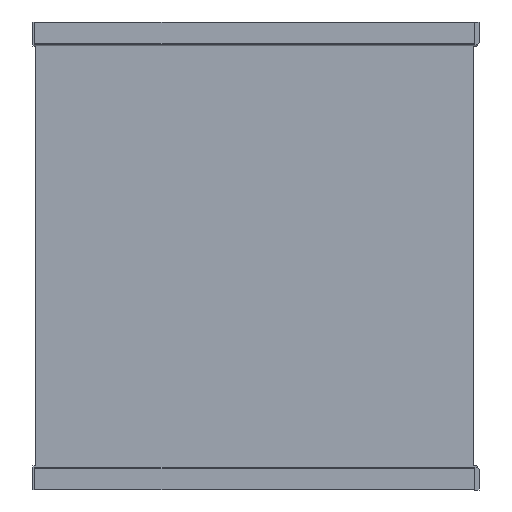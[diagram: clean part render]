
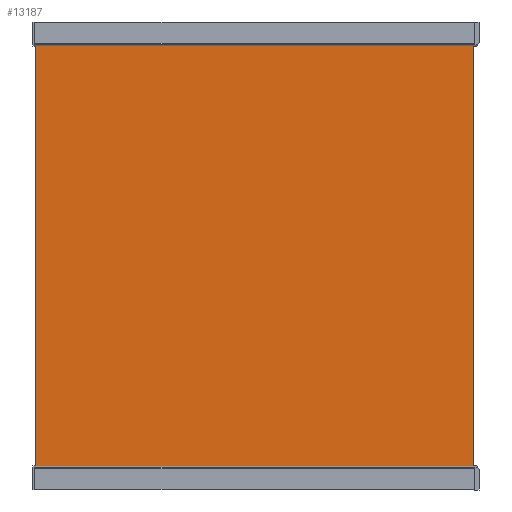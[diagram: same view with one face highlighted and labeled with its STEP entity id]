
A CAD part, left-side view. The second image highlights one B-rep face of the part: STEP entity #13187.
In plain terms, the highlighted planar face has unit normal (-1, 0, 0).
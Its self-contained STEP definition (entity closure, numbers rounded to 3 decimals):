
#1117 = LINE ( 'NONE', #17245, #10701 ) ;
#1260 = VECTOR ( 'NONE', #15659, 1000. ) ;
#1605 = VECTOR ( 'NONE', #3510, 1000. ) ;
#1732 = EDGE_LOOP ( 'NONE', ( #20937, #2626, #13093, #2219 ) ) ;
#2219 = ORIENTED_EDGE ( 'NONE', *, *, #10208, .T. ) ;
#2407 = EDGE_CURVE ( 'NONE', #3325, #9099, #7107, .T. ) ;
#2626 = ORIENTED_EDGE ( 'NONE', *, *, #15776, .T. ) ;
#2912 = CARTESIAN_POINT ( 'NONE',  ( -8.38, -497.5, 500. ) ) ;
#3068 = DIRECTION ( 'NONE',  ( 0., 0., -1. ) ) ;
#3325 = VERTEX_POINT ( 'NONE', #21174 ) ;
#3510 = DIRECTION ( 'NONE',  ( 0., -1., 0. ) ) ;
#4025 = VERTEX_POINT ( 'NONE', #5443 ) ;
#4751 = PLANE ( 'NONE',  #21351 ) ;
#5114 = LINE ( 'NONE', #15618, #1605 ) ;
#5443 = CARTESIAN_POINT ( 'NONE',  ( -8.38, 497.5, 500. ) ) ;
#7107 = LINE ( 'NONE', #15981, #1260 ) ;
#8294 = DIRECTION ( 'NONE',  ( 0., 0., 1. ) ) ;
#8297 = CARTESIAN_POINT ( 'NONE',  ( -8.38, -498., 500. ) ) ;
#9099 = VERTEX_POINT ( 'NONE', #20903 ) ;
#9883 = DIRECTION ( 'NONE',  ( 1., 0., 0. ) ) ;
#10208 = EDGE_CURVE ( 'NONE', #4025, #3325, #1117, .T. ) ;
#10330 = LINE ( 'NONE', #2912, #18822 ) ;
#10701 = VECTOR ( 'NONE', #3068, 1000. ) ;
#11600 = FACE_OUTER_BOUND ( 'NONE', #1732, .T. ) ;
#13093 = ORIENTED_EDGE ( 'NONE', *, *, #17471, .F. ) ;
#13187 = ADVANCED_FACE ( 'NONE', ( #11600 ), #4751, .F. ) ;
#15618 = CARTESIAN_POINT ( 'NONE',  ( -8.38, -498., 500. ) ) ;
#15659 = DIRECTION ( 'NONE',  ( 0., -1., 0. ) ) ;
#15776 = EDGE_CURVE ( 'NONE', #9099, #21441, #10330, .T. ) ;
#15981 = CARTESIAN_POINT ( 'NONE',  ( -8.38, -498., -500. ) ) ;
#17245 = CARTESIAN_POINT ( 'NONE',  ( -8.38, 497.5, 500. ) ) ;
#17471 = EDGE_CURVE ( 'NONE', #4025, #21441, #5114, .T. ) ;
#18679 = DIRECTION ( 'NONE',  ( 0., 0., -1. ) ) ;
#18822 = VECTOR ( 'NONE', #8294, 1000. ) ;
#20903 = CARTESIAN_POINT ( 'NONE',  ( -8.38, -497.5, -500. ) ) ;
#20937 = ORIENTED_EDGE ( 'NONE', *, *, #2407, .T. ) ;
#21174 = CARTESIAN_POINT ( 'NONE',  ( -8.38, 497.5, -500. ) ) ;
#21351 = AXIS2_PLACEMENT_3D ( 'NONE', #8297, #9883, #18679 ) ;
#21441 = VERTEX_POINT ( 'NONE', #21482 ) ;
#21482 = CARTESIAN_POINT ( 'NONE',  ( -8.38, -497.5, 500. ) ) ;
